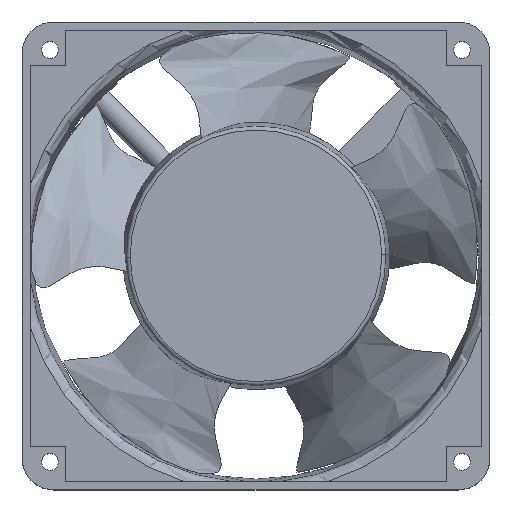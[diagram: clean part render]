
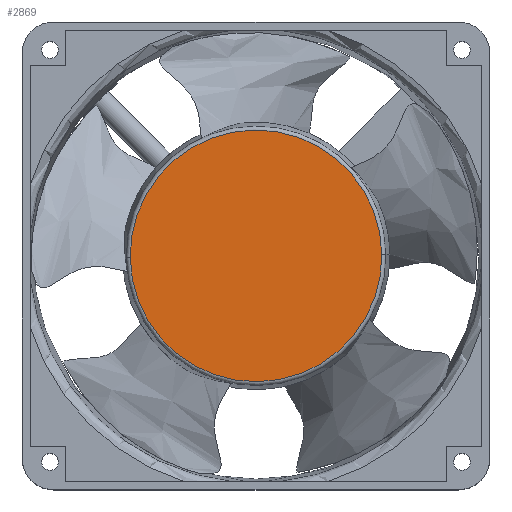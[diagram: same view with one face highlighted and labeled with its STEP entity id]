
A CAD part, top view. The second image highlights one B-rep face of the part: STEP entity #2869.
In plain terms, the highlighted planar face has unit normal (0, 0, 1).
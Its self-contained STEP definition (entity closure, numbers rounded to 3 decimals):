
#1025 = EDGE_CURVE ( 'NONE', #2069, #2583, #14250, .T. ) ;
#2069 = VERTEX_POINT ( 'NONE', #6914 ) ;
#2583 = VERTEX_POINT ( 'NONE', #9617 ) ;
#2652 = EDGE_CURVE ( 'NONE', #2583, #2069, #9848, .T. ) ;
#2869 = ADVANCED_FACE ( 'NONE', ( #10573 ), #10606, .T. ) ;
#2913 = EDGE_LOOP ( 'NONE', ( #15312, #2917 ) ) ;
#2917 = ORIENTED_EDGE ( 'NONE', *, *, #1025, .T. ) ;
#6914 = CARTESIAN_POINT ( 'NONE',  ( -32.012, -0.4, 37.5 ) ) ;
#9617 = CARTESIAN_POINT ( 'NONE',  ( 32.012, 0.4, 37.5 ) ) ;
#9840 = DIRECTION ( 'NONE',  ( 1., 0.012, 0. ) ) ;
#9841 = DIRECTION ( 'NONE',  ( 0., 0., 1. ) ) ;
#9842 = CARTESIAN_POINT ( 'NONE',  ( 0., 0., 37.5 ) ) ;
#9843 = AXIS2_PLACEMENT_3D ( 'NONE', #9842, #9841, #9840 ) ;
#9848 = CIRCLE ( 'NONE', #9843, 32.015 ) ;
#10573 = FACE_OUTER_BOUND ( 'NONE', #2913, .T. ) ;
#10600 = DIRECTION ( 'NONE',  ( 1., 0.012, 0. ) ) ;
#10601 = DIRECTION ( 'NONE',  ( 0., 0., 1. ) ) ;
#10602 = CARTESIAN_POINT ( 'NONE',  ( 0., 0., 37.5 ) ) ;
#10603 = AXIS2_PLACEMENT_3D ( 'NONE', #10602, #10601, #10600 ) ;
#10606 = PLANE ( 'NONE',  #10603 ) ;
#14192 = CARTESIAN_POINT ( 'NONE',  ( 0., 0., 37.5 ) ) ;
#14247 = DIRECTION ( 'NONE',  ( 1., 0.012, 0. ) ) ;
#14248 = DIRECTION ( 'NONE',  ( 0., 0., 1. ) ) ;
#14249 = AXIS2_PLACEMENT_3D ( 'NONE', #14192, #14248, #14247 ) ;
#14250 = CIRCLE ( 'NONE', #14249, 32.015 ) ;
#15312 = ORIENTED_EDGE ( 'NONE', *, *, #2652, .T. ) ;
